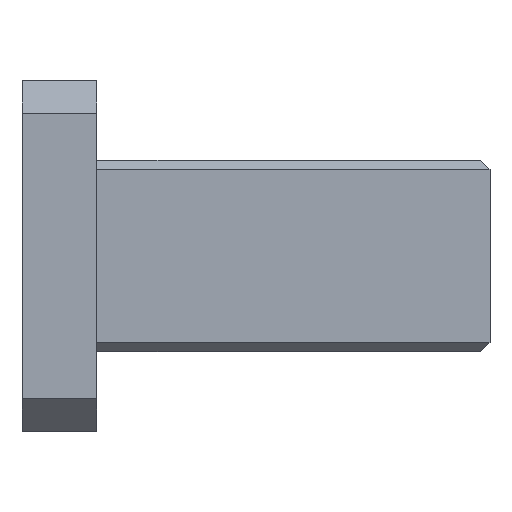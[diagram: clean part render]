
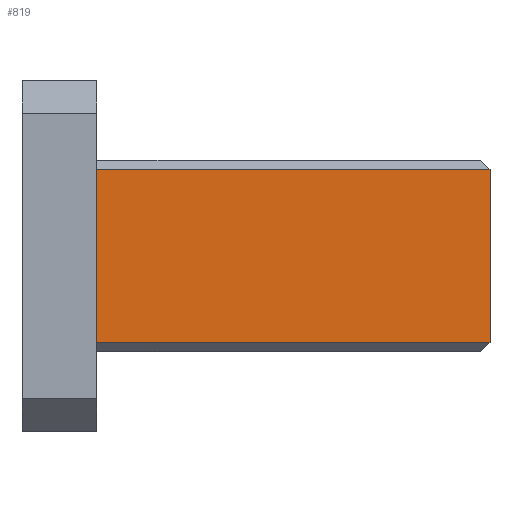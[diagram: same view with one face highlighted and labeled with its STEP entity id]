
A CAD part, front view. The second image highlights one B-rep face of the part: STEP entity #819.
In plain terms, the highlighted planar face has unit normal (0, -1, 0).
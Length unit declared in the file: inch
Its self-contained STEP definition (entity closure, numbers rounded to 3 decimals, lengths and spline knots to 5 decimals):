
#135 = ORIENTED_EDGE ( 'NONE', *, *, #907, .T. ) ;
#136 = PLANE ( 'NONE',  #655 ) ;
#144 = EDGE_CURVE ( 'NONE', #2728, #1354, #2862, .T. ) ;
#174 = LINE ( 'NONE', #2150, #2311 ) ;
#495 = VECTOR ( 'NONE', #709, 39.37008 ) ;
#616 = CARTESIAN_POINT ( 'NONE',  ( 1., -0.17, 0.185 ) ) ;
#655 = AXIS2_PLACEMENT_3D ( 'NONE', #2267, #2999, #1782 ) ;
#709 = DIRECTION ( 'NONE',  ( 1., 0., 0. ) ) ;
#777 = CARTESIAN_POINT ( 'NONE',  ( 1., -0.17, -0.375 ) ) ;
#810 = VERTEX_POINT ( 'NONE', #2256 ) ;
#819 = ADVANCED_FACE ( 'NONE', ( #2556 ), #136, .F. ) ;
#875 = CARTESIAN_POINT ( 'NONE',  ( 1., -0.17, -0.185 ) ) ;
#907 = EDGE_CURVE ( 'NONE', #1354, #1596, #2636, .T. ) ;
#1194 = LINE ( 'NONE', #2846, #495 ) ;
#1354 = VERTEX_POINT ( 'NONE', #2686 ) ;
#1596 = VERTEX_POINT ( 'NONE', #1799 ) ;
#1656 = ORIENTED_EDGE ( 'NONE', *, *, #2959, .F. ) ;
#1782 = DIRECTION ( 'NONE',  ( -1., 0., 0. ) ) ;
#1799 = CARTESIAN_POINT ( 'NONE',  ( 0.16, -0.17, 0.185 ) ) ;
#1990 = VECTOR ( 'NONE', #2535, 39.37008 ) ;
#2088 = ORIENTED_EDGE ( 'NONE', *, *, #2843, .T. ) ;
#2110 = ORIENTED_EDGE ( 'NONE', *, *, #144, .T. ) ;
#2150 = CARTESIAN_POINT ( 'NONE',  ( 0.16, -0.17, -0.375 ) ) ;
#2234 = DIRECTION ( 'NONE',  ( 0., 0., 1. ) ) ;
#2256 = CARTESIAN_POINT ( 'NONE',  ( 0.16, -0.17, -0.185 ) ) ;
#2267 = CARTESIAN_POINT ( 'NONE',  ( 1., -0.17, -0.375 ) ) ;
#2311 = VECTOR ( 'NONE', #2599, 39.37008 ) ;
#2524 = VECTOR ( 'NONE', #2234, 39.37008 ) ;
#2535 = DIRECTION ( 'NONE',  ( -1., 0., 0. ) ) ;
#2556 = FACE_OUTER_BOUND ( 'NONE', #2560, .T. ) ;
#2560 = EDGE_LOOP ( 'NONE', ( #2110, #135, #1656, #2088 ) ) ;
#2599 = DIRECTION ( 'NONE',  ( 0., 0., 1. ) ) ;
#2636 = LINE ( 'NONE', #616, #1990 ) ;
#2686 = CARTESIAN_POINT ( 'NONE',  ( 1., -0.17, 0.185 ) ) ;
#2728 = VERTEX_POINT ( 'NONE', #875 ) ;
#2843 = EDGE_CURVE ( 'NONE', #810, #2728, #1194, .T. ) ;
#2846 = CARTESIAN_POINT ( 'NONE',  ( 1., -0.17, -0.185 ) ) ;
#2862 = LINE ( 'NONE', #777, #2524 ) ;
#2959 = EDGE_CURVE ( 'NONE', #810, #1596, #174, .T. ) ;
#2999 = DIRECTION ( 'NONE',  ( 0., 1., 0. ) ) ;
